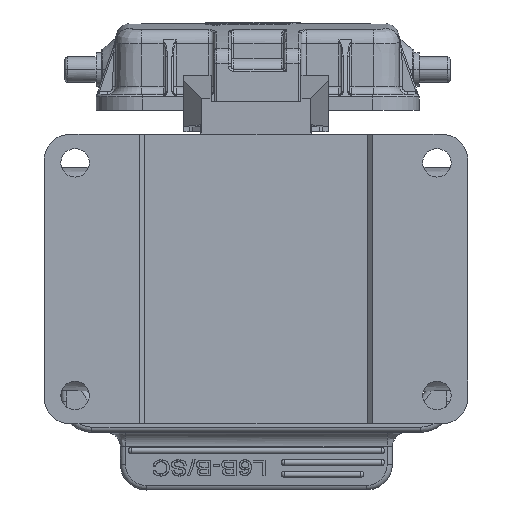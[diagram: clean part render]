
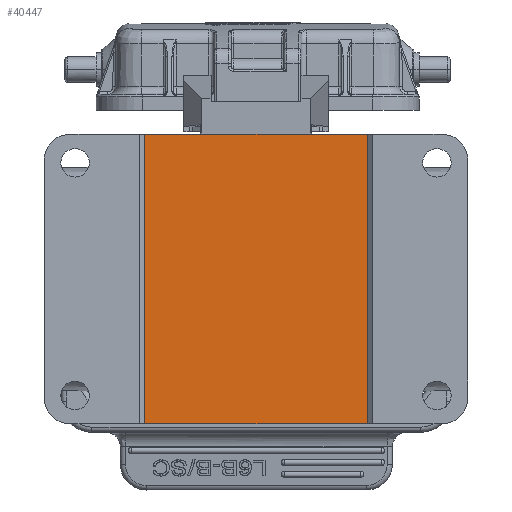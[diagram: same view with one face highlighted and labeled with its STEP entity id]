
A CAD part, front view. The second image highlights one B-rep face of the part: STEP entity #40447.
In plain terms, the highlighted planar face has unit normal (0, -1, 0).
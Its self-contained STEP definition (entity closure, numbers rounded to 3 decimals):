
#7350=DIRECTION('',(1.,0.,0.));
#7351=VECTOR('',#7350,43.);
#7352=CARTESIAN_POINT('',(-21.5,1.,28.));
#7353=LINE('',#7352,#7351);
#7354=DIRECTION('',(-1.,0.,0.));
#7355=VECTOR('',#7354,43.);
#7356=CARTESIAN_POINT('',(21.5,1.,-28.));
#7357=LINE('',#7356,#7355);
#7358=DIRECTION('',(0.,0.,1.));
#7359=VECTOR('',#7358,56.);
#7360=CARTESIAN_POINT('',(-21.5,1.,-28.));
#7361=LINE('',#7360,#7359);
#7362=DIRECTION('',(0.,0.,1.));
#7363=VECTOR('',#7362,56.);
#7364=CARTESIAN_POINT('',(21.5,1.,-28.));
#7365=LINE('',#7364,#7363);
#23864=CARTESIAN_POINT('',(-21.5,1.,-28.));
#23865=CARTESIAN_POINT('',(-21.5,1.,28.));
#23866=VERTEX_POINT('',#23864);
#23867=VERTEX_POINT('',#23865);
#23872=CARTESIAN_POINT('',(21.5,1.,28.));
#23873=VERTEX_POINT('',#23872);
#23940=CARTESIAN_POINT('',(21.5,1.,-28.));
#23941=VERTEX_POINT('',#23940);
#40435=CARTESIAN_POINT('',(0.,1.,0.));
#40436=DIRECTION('',(0.,1.,0.));
#40437=DIRECTION('',(-1.,0.,0.));
#40438=AXIS2_PLACEMENT_3D('',#40435,#40436,#40437);
#40439=PLANE('',#40438);
#40440=ORIENTED_EDGE('',*,*,#40197,.T.);
#40442=ORIENTED_EDGE('',*,*,#40441,.F.);
#40443=ORIENTED_EDGE('',*,*,#40424,.T.);
#40444=ORIENTED_EDGE('',*,*,#40177,.T.);
#40445=EDGE_LOOP('',(#40440,#40442,#40443,#40444));
#40446=FACE_OUTER_BOUND('',#40445,.F.);
#40447=ADVANCED_FACE('',(#40446),#40439,.F.);
#40177=EDGE_CURVE('',#23866,#23867,#7361,.T.);
#40197=EDGE_CURVE('',#23867,#23873,#7353,.T.);
#40424=EDGE_CURVE('',#23941,#23866,#7357,.T.);
#40441=EDGE_CURVE('',#23941,#23873,#7365,.T.);
